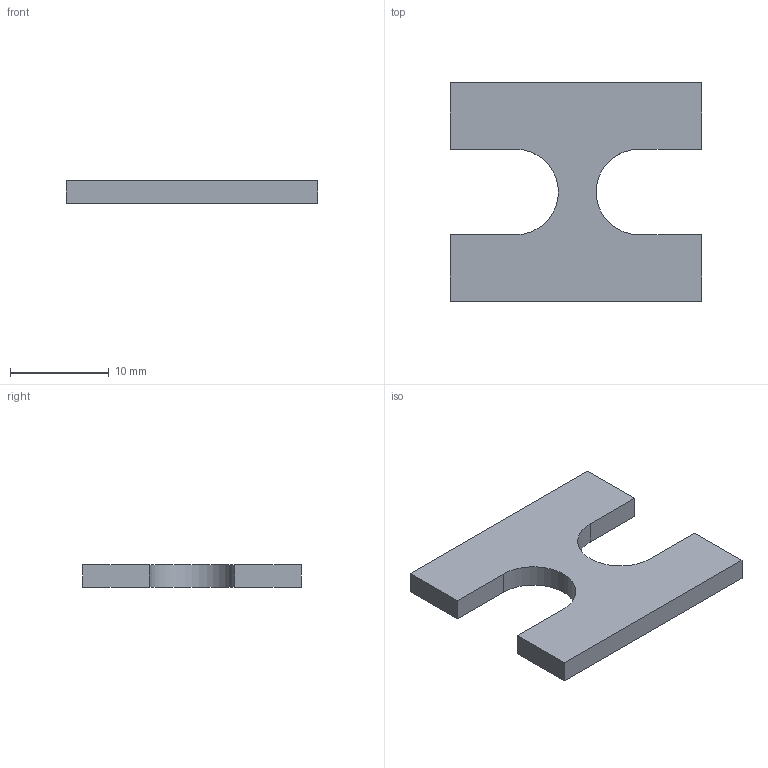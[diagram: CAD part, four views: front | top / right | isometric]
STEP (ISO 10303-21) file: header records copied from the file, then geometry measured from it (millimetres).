
FILE_DESCRIPTION(/* description */ ('STEP AP242','CAx-IF Rec.Pracs.---Representation and Presentation of Product Manufacturing Information (PMI)---4.0---2014-10-13','CAx-IF Rec.Pracs.---3D Tessellated Geometry---0.4---2014-09-14','2;1'),/* implementation_level */ '2;1');
FILE_NAME(/* name */ '6284efc2ca57ed6300791082',/* time_stamp */ '2022-05-18T13:08:18+00:00',/* author */ (''),/* organization */ (''),/* preprocessor_version */ 'ST-DEVELOPER v18.102',/* originating_system */ ' ',/* authorisation */ ' ');
FILE_SCHEMA (('AP242_MANAGED_MODEL_BASED_3D_ENGINEERING_MIM_LF { 1 0 10303 442 1 1 4 }'));
Length unit declared in the file: metre
Products named in the file (1): DSCP018-M225
Bounding box: 25.4 x 22.1 x 2.25 mm (x, y, z)
Volume: 879.4 mm3; surface area: 1075.9 mm2
Topology: 1 solids, 1 shells, 14 faces, 36 edges, 24 vertices
Faces by surface type: plane 12, cylinder 2
Entity records: 446 total; most frequent: CARTESIAN_POINT 75, ORIENTED_EDGE 72, DIRECTION 70, EDGE_CURVE 36, LINE 32, VECTOR 32, VERTEX_POINT 24, AXIS2_PLACEMENT_3D 19
